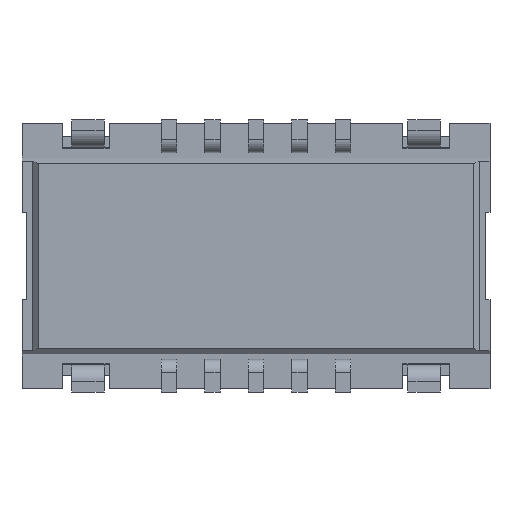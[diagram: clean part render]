
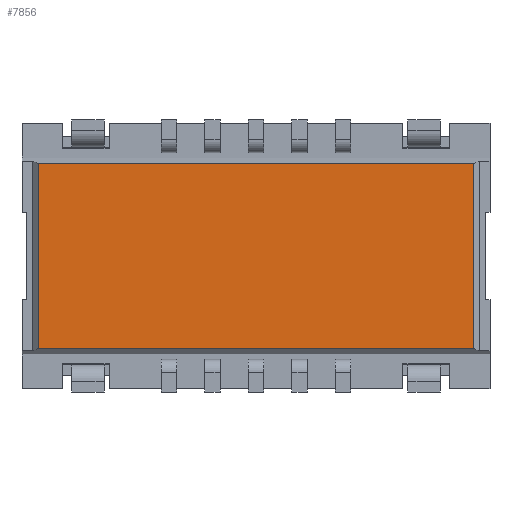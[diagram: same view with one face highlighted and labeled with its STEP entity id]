
A CAD part, front view. The second image highlights one B-rep face of the part: STEP entity #7856.
In plain terms, the highlighted planar face has unit normal (0, -1, 0).
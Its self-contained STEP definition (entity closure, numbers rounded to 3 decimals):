
#1=DIRECTION('',(0.,0.,-1.));
#2=VECTOR('',#1,1.7);
#3=CARTESIAN_POINT('',(2.,0.,0.85));
#4=LINE('',#3,#2);
#5=DIRECTION('',(1.,0.,0.));
#6=VECTOR('',#5,4.);
#7=CARTESIAN_POINT('',(-2.,0.,-0.85));
#8=LINE('',#7,#6);
#9=DIRECTION('',(0.,0.,-1.));
#10=VECTOR('',#9,1.7);
#11=CARTESIAN_POINT('',(-2.,0.,0.85));
#12=LINE('',#11,#10);
#13=DIRECTION('',(1.,0.,0.));
#14=VECTOR('',#13,4.);
#15=CARTESIAN_POINT('',(-2.,0.,0.85));
#16=LINE('',#15,#14);
#6085=CARTESIAN_POINT('',(2.,0.,0.85));
#6086=CARTESIAN_POINT('',(2.,0.,-0.85));
#6087=VERTEX_POINT('',#6085);
#6088=VERTEX_POINT('',#6086);
#6089=CARTESIAN_POINT('',(-2.,0.,0.85));
#6090=CARTESIAN_POINT('',(-2.,0.,-0.85));
#6091=VERTEX_POINT('',#6089);
#6092=VERTEX_POINT('',#6090);
#7841=CARTESIAN_POINT('',(0.,0.,0.));
#7842=DIRECTION('',(0.,1.,0.));
#7843=DIRECTION('',(1.,0.,0.));
#7844=AXIS2_PLACEMENT_3D('',#7841,#7842,#7843);
#7845=PLANE('',#7844);
#7847=ORIENTED_EDGE('',*,*,#7846,.T.);
#7849=ORIENTED_EDGE('',*,*,#7848,.F.);
#7851=ORIENTED_EDGE('',*,*,#7850,.F.);
#7853=ORIENTED_EDGE('',*,*,#7852,.T.);
#7854=EDGE_LOOP('',(#7847,#7849,#7851,#7853));
#7855=FACE_OUTER_BOUND('',#7854,.F.);
#7856=ADVANCED_FACE('',(#7855),#7845,.F.);
#7846=EDGE_CURVE('',#6087,#6088,#4,.T.);
#7848=EDGE_CURVE('',#6092,#6088,#8,.T.);
#7850=EDGE_CURVE('',#6091,#6092,#12,.T.);
#7852=EDGE_CURVE('',#6091,#6087,#16,.T.);
